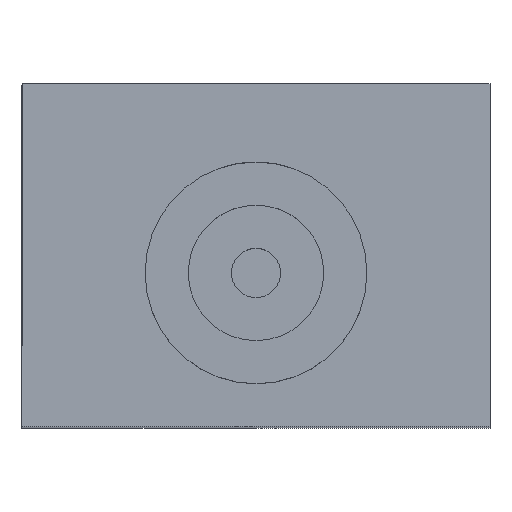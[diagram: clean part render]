
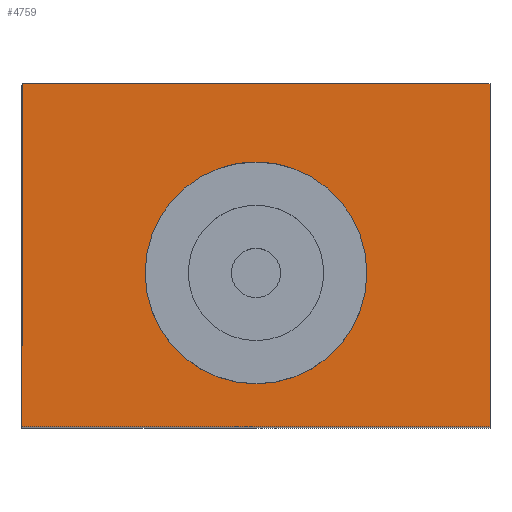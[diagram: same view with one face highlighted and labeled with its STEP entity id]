
A CAD part, top view. The second image highlights one B-rep face of the part: STEP entity #4759.
In plain terms, the highlighted planar face has unit normal (0, 0, 1).
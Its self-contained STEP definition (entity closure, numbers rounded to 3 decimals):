
#201 = CARTESIAN_POINT ( 'NONE',  ( -38., 0., 62. ) ) ;
#278 = LINE ( 'NONE', #4775, #3326 ) ;
#831 = CARTESIAN_POINT ( 'NONE',  ( -38., 3., 62. ) ) ;
#1304 = ORIENTED_EDGE ( 'NONE', *, *, #5980, .F. ) ;
#1458 = DIRECTION ( 'NONE',  ( 1., 0., 0. ) ) ;
#1500 = DIRECTION ( 'NONE',  ( 1., 0., 0. ) ) ;
#1534 = CARTESIAN_POINT ( 'NONE',  ( -38., 0., 62. ) ) ;
#1557 = EDGE_CURVE ( 'NONE', #5323, #2414, #3339, .T. ) ;
#1796 = FACE_OUTER_BOUND ( 'NONE', #3293, .T. ) ;
#1829 = VERTEX_POINT ( 'NONE', #6039 ) ;
#1897 = CARTESIAN_POINT ( 'NONE',  ( -38., 55.75, 62. ) ) ;
#1899 = EDGE_LOOP ( 'NONE', ( #5389, #2234 ) ) ;
#1963 = VECTOR ( 'NONE', #1500, 1000. ) ;
#2216 = EDGE_CURVE ( 'NONE', #1829, #2261, #5019, .T. ) ;
#2234 = ORIENTED_EDGE ( 'NONE', *, *, #2216, .F. ) ;
#2255 = AXIS2_PLACEMENT_3D ( 'NONE', #3861, #6309, #1458 ) ;
#2261 = VERTEX_POINT ( 'NONE', #4317 ) ;
#2414 = VERTEX_POINT ( 'NONE', #201 ) ;
#2415 = VERTEX_POINT ( 'NONE', #6045 ) ;
#2464 = VERTEX_POINT ( 'NONE', #6315 ) ;
#2527 = VECTOR ( 'NONE', #4691, 1000. ) ;
#2575 = DIRECTION ( 'NONE',  ( 0., 0., 1. ) ) ;
#2767 = DIRECTION ( 'NONE',  ( 0., -1., 0. ) ) ;
#2788 = DIRECTION ( 'NONE',  ( 0., 0., -1. ) ) ;
#3090 = CARTESIAN_POINT ( 'NONE',  ( 0., 25., 62. ) ) ;
#3277 = ORIENTED_EDGE ( 'NONE', *, *, #1557, .T. ) ;
#3293 = EDGE_LOOP ( 'NONE', ( #3786, #5689, #1304, #3277 ) ) ;
#3326 = VECTOR ( 'NONE', #3752, 1000. ) ;
#3339 = LINE ( 'NONE', #4817, #4815 ) ;
#3340 = CARTESIAN_POINT ( 'NONE',  ( 38., 3., 62. ) ) ;
#3748 = PLANE ( 'NONE',  #4570 ) ;
#3752 = DIRECTION ( 'NONE',  ( 1., 0., 0. ) ) ;
#3786 = ORIENTED_EDGE ( 'NONE', *, *, #4016, .T. ) ;
#3861 = CARTESIAN_POINT ( 'NONE',  ( 0., 25., 62. ) ) ;
#4016 = EDGE_CURVE ( 'NONE', #2414, #2464, #5892, .T. ) ;
#4233 = FACE_BOUND ( 'NONE', #1899, .T. ) ;
#4263 = DIRECTION ( 'NONE',  ( -1., 0., 0. ) ) ;
#4317 = CARTESIAN_POINT ( 'NONE',  ( -18., 25., 62. ) ) ;
#4570 = AXIS2_PLACEMENT_3D ( 'NONE', #831, #2788, #4263 ) ;
#4691 = DIRECTION ( 'NONE',  ( 0., -1., 0. ) ) ;
#4759 = ADVANCED_FACE ( 'NONE', ( #4233, #1796 ), #3748, .F. ) ;
#4775 = CARTESIAN_POINT ( 'NONE',  ( -38., 55.75, 62. ) ) ;
#4787 = LINE ( 'NONE', #3340, #2527 ) ;
#4815 = VECTOR ( 'NONE', #2767, 1000. ) ;
#4817 = CARTESIAN_POINT ( 'NONE',  ( -38., 3., 62. ) ) ;
#5019 = CIRCLE ( 'NONE', #2255, 18. ) ;
#5075 = EDGE_CURVE ( 'NONE', #2415, #2464, #4787, .T. ) ;
#5323 = VERTEX_POINT ( 'NONE', #1897 ) ;
#5389 = ORIENTED_EDGE ( 'NONE', *, *, #5390, .F. ) ;
#5390 = EDGE_CURVE ( 'NONE', #2261, #1829, #5809, .T. ) ;
#5689 = ORIENTED_EDGE ( 'NONE', *, *, #5075, .F. ) ;
#5707 = AXIS2_PLACEMENT_3D ( 'NONE', #3090, #2575, #6100 ) ;
#5809 = CIRCLE ( 'NONE', #5707, 18. ) ;
#5892 = LINE ( 'NONE', #1534, #1963 ) ;
#5980 = EDGE_CURVE ( 'NONE', #5323, #2415, #278, .T. ) ;
#6039 = CARTESIAN_POINT ( 'NONE',  ( 18., 25., 62. ) ) ;
#6045 = CARTESIAN_POINT ( 'NONE',  ( 38., 55.75, 62. ) ) ;
#6100 = DIRECTION ( 'NONE',  ( 1., 0., 0. ) ) ;
#6309 = DIRECTION ( 'NONE',  ( 0., 0., 1. ) ) ;
#6315 = CARTESIAN_POINT ( 'NONE',  ( 38., 0., 62. ) ) ;
